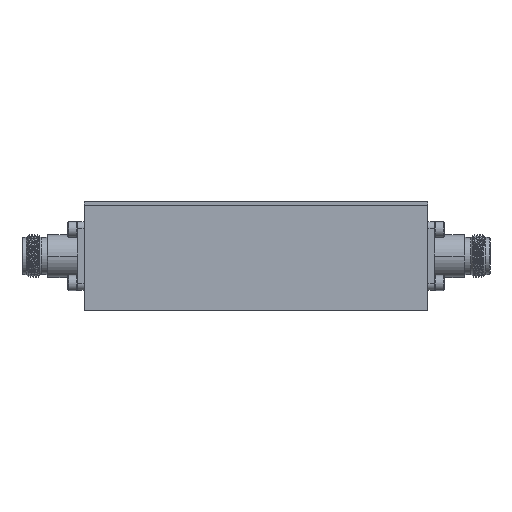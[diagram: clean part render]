
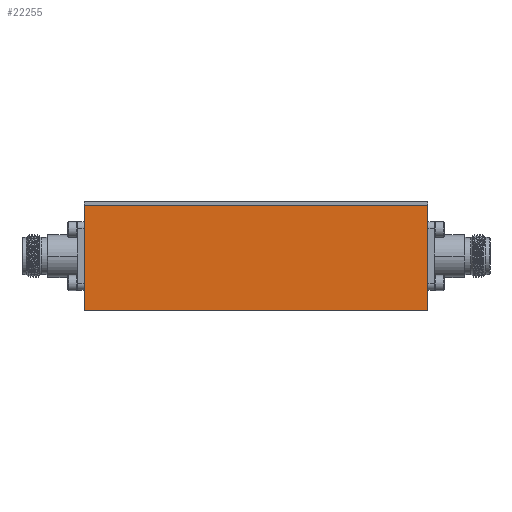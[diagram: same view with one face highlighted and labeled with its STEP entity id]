
A CAD part, left-side view. The second image highlights one B-rep face of the part: STEP entity #22255.
In plain terms, the highlighted planar face has unit normal (-1, 0, 0).
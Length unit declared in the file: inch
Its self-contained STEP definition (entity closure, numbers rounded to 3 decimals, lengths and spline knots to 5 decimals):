
#1003 = VECTOR ( 'NONE', #17332, 39.37008 ) ;
#1662 = CARTESIAN_POINT ( 'NONE',  ( -2.1752, 2.5, 0.74 ) ) ;
#1921 = CARTESIAN_POINT ( 'NONE',  ( -2.1752, -2.5, -0.79 ) ) ;
#2051 = CARTESIAN_POINT ( 'NONE',  ( -2.1752, 2.5, 0.79 ) ) ;
#2176 = DIRECTION ( 'NONE',  ( 0., 0., -1. ) ) ;
#2198 = VECTOR ( 'NONE', #2176, 39.37008 ) ;
#2715 = CARTESIAN_POINT ( 'NONE',  ( -2.1752, -2.5, 0.74 ) ) ;
#3588 = ORIENTED_EDGE ( 'NONE', *, *, #11116, .T. ) ;
#3700 = AXIS2_PLACEMENT_3D ( 'NONE', #14521, #22071, #18111 ) ;
#5969 = ORIENTED_EDGE ( 'NONE', *, *, #16539, .T. ) ;
#6328 = CARTESIAN_POINT ( 'NONE',  ( -2.1752, -2.5, 0.74 ) ) ;
#6354 = CARTESIAN_POINT ( 'NONE',  ( -2.1752, 2.5, -0.79 ) ) ;
#6805 = VERTEX_POINT ( 'NONE', #1921 ) ;
#7871 = EDGE_CURVE ( 'NONE', #12301, #6805, #7971, .T. ) ;
#7904 = CARTESIAN_POINT ( 'NONE',  ( -2.1752, -2.5, -0.79 ) ) ;
#7971 = LINE ( 'NONE', #15502, #22367 ) ;
#9506 = LINE ( 'NONE', #7904, #10990 ) ;
#10015 = LINE ( 'NONE', #6328, #1003 ) ;
#10646 = VERTEX_POINT ( 'NONE', #1662 ) ;
#10990 = VECTOR ( 'NONE', #19146, 39.37008 ) ;
#11116 = EDGE_CURVE ( 'NONE', #11319, #6805, #9506, .T. ) ;
#11319 = VERTEX_POINT ( 'NONE', #6354 ) ;
#11434 = LINE ( 'NONE', #2051, #2198 ) ;
#12301 = VERTEX_POINT ( 'NONE', #2715 ) ;
#14146 = EDGE_CURVE ( 'NONE', #10646, #12301, #10015, .T. ) ;
#14521 = CARTESIAN_POINT ( 'NONE',  ( -2.1752, -2.5, 0.79 ) ) ;
#15502 = CARTESIAN_POINT ( 'NONE',  ( -2.1752, -2.5, 0.79 ) ) ;
#15749 = ORIENTED_EDGE ( 'NONE', *, *, #14146, .F. ) ;
#16501 = FACE_OUTER_BOUND ( 'NONE', #22924, .T. ) ;
#16539 = EDGE_CURVE ( 'NONE', #10646, #11319, #11434, .T. ) ;
#17332 = DIRECTION ( 'NONE',  ( 0., -1., 0. ) ) ;
#18111 = DIRECTION ( 'NONE',  ( 0., 1., 0. ) ) ;
#19146 = DIRECTION ( 'NONE',  ( 0., -1., 0. ) ) ;
#21953 = PLANE ( 'NONE',  #3700 ) ;
#22071 = DIRECTION ( 'NONE',  ( 1., 0., 0. ) ) ;
#22255 = ADVANCED_FACE ( 'NONE', ( #16501 ), #21953, .F. ) ;
#22367 = VECTOR ( 'NONE', #23047, 39.37008 ) ;
#22924 = EDGE_LOOP ( 'NONE', ( #15749, #5969, #3588, #23967 ) ) ;
#23047 = DIRECTION ( 'NONE',  ( 0., 0., -1. ) ) ;
#23967 = ORIENTED_EDGE ( 'NONE', *, *, #7871, .F. ) ;
